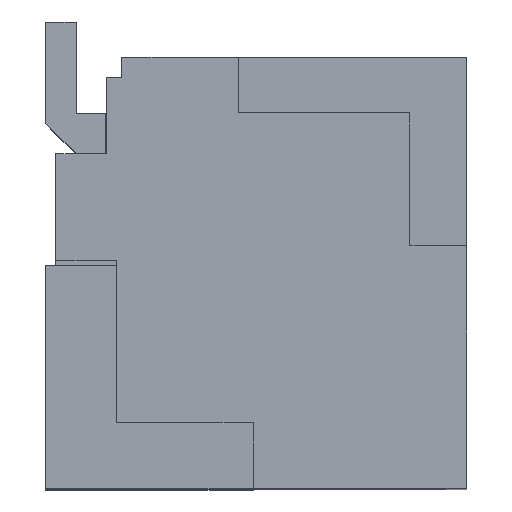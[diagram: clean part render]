
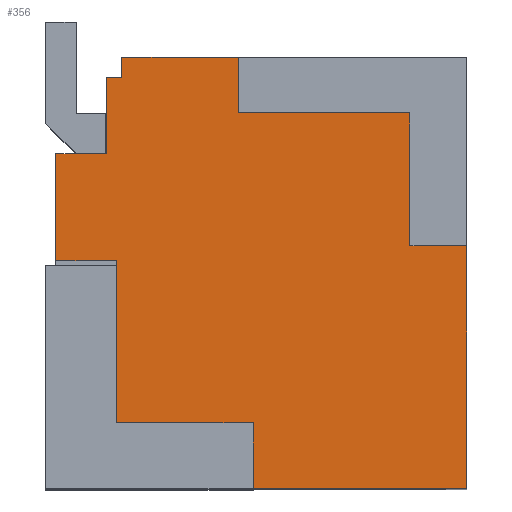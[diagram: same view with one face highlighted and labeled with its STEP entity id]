
A CAD part, top view. The second image highlights one B-rep face of the part: STEP entity #356.
In plain terms, the highlighted planar face has unit normal (0, 0, 1).
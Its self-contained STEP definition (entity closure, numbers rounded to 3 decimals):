
#12 = VECTOR ( 'NONE', #317, 1000. ) ;
#56 = VERTEX_POINT ( 'NONE', #2069 ) ;
#75 = EDGE_CURVE ( 'NONE', #908, #916, #2404, .T. ) ;
#80 = EDGE_CURVE ( 'NONE', #3294, #56, #885, .T. ) ;
#87 = CARTESIAN_POINT ( 'NONE',  ( -1.37, 1.93, 3.5 ) ) ;
#97 = EDGE_CURVE ( 'NONE', #2987, #908, #2927, .T. ) ;
#116 = CARTESIAN_POINT ( 'NONE',  ( -0.22, 1.58, 3.5 ) ) ;
#156 = LINE ( 'NONE', #1611, #1004 ) ;
#157 = VERTEX_POINT ( 'NONE', #1887 ) ;
#242 = EDGE_CURVE ( 'NONE', #3089, #1173, #1497, .T. ) ;
#278 = LINE ( 'NONE', #2555, #2287 ) ;
#307 = CARTESIAN_POINT ( 'NONE',  ( 0., 0., 3.5 ) ) ;
#313 = CARTESIAN_POINT ( 'NONE',  ( -1.52, 1.18, 3.5 ) ) ;
#317 = DIRECTION ( 'NONE',  ( 0., 1., 0. ) ) ;
#332 = CARTESIAN_POINT ( 'NONE',  ( 1.47, 0., 3.5 ) ) ;
#353 = EDGE_CURVE ( 'NONE', #2434, #750, #2055, .T. ) ;
#354 = ORIENTED_EDGE ( 'NONE', *, *, #1790, .T. ) ;
#356 = ADVANCED_FACE ( 'NONE', ( #2627 ), #814, .T. ) ;
#365 = ORIENTED_EDGE ( 'NONE', *, *, #971, .F. ) ;
#393 = CARTESIAN_POINT ( 'NONE',  ( -2.02, 0.125, 3.5 ) ) ;
#452 = CARTESIAN_POINT ( 'NONE',  ( 2.03, 0.27, 3.5 ) ) ;
#497 = CARTESIAN_POINT ( 'NONE',  ( -1.52, 1.93, 3.5 ) ) ;
#523 = CARTESIAN_POINT ( 'NONE',  ( -2.02, 1.18, 3.5 ) ) ;
#578 = ORIENTED_EDGE ( 'NONE', *, *, #2656, .T. ) ;
#617 = CARTESIAN_POINT ( 'NONE',  ( -1.425, 0., 3.5 ) ) ;
#672 = CARTESIAN_POINT ( 'NONE',  ( 1.47, 0.27, 3.5 ) ) ;
#683 = EDGE_CURVE ( 'NONE', #3089, #3294, #2877, .T. ) ;
#710 = VECTOR ( 'NONE', #3760, 1000. ) ;
#750 = VERTEX_POINT ( 'NONE', #1781 ) ;
#814 = PLANE ( 'NONE',  #1997 ) ;
#832 = CARTESIAN_POINT ( 'NONE',  ( -1.37, 2.13, 3.5 ) ) ;
#885 = LINE ( 'NONE', #2049, #1352 ) ;
#908 = VERTEX_POINT ( 'NONE', #1258 ) ;
#916 = VERTEX_POINT ( 'NONE', #116 ) ;
#925 = VECTOR ( 'NONE', #2764, 1000. ) ;
#968 = VECTOR ( 'NONE', #2860, 1000. ) ;
#971 = EDGE_CURVE ( 'NONE', #1173, #3528, #1300, .T. ) ;
#1004 = VECTOR ( 'NONE', #2466, 1000. ) ;
#1008 = VERTEX_POINT ( 'NONE', #3356 ) ;
#1034 = EDGE_CURVE ( 'NONE', #1758, #1598, #3682, .T. ) ;
#1042 = VECTOR ( 'NONE', #2870, 1000. ) ;
#1066 = DIRECTION ( 'NONE',  ( -1., 0., 0. ) ) ;
#1105 = ORIENTED_EDGE ( 'NONE', *, *, #2913, .F. ) ;
#1112 = ORIENTED_EDGE ( 'NONE', *, *, #1362, .T. ) ;
#1162 = CARTESIAN_POINT ( 'NONE',  ( -1.37, 1.93, 3.5 ) ) ;
#1169 = ORIENTED_EDGE ( 'NONE', *, *, #683, .T. ) ;
#1173 = VERTEX_POINT ( 'NONE', #2827 ) ;
#1177 = CARTESIAN_POINT ( 'NONE',  ( 0., 1.58, 3.5 ) ) ;
#1255 = DIRECTION ( 'NONE',  ( 1., 0., 0. ) ) ;
#1258 = CARTESIAN_POINT ( 'NONE',  ( 1.47, 1.58, 3.5 ) ) ;
#1286 = DIRECTION ( 'NONE',  ( 1., 0., 0. ) ) ;
#1300 = LINE ( 'NONE', #497, #925 ) ;
#1344 = VECTOR ( 'NONE', #1917, 1000. ) ;
#1352 = VECTOR ( 'NONE', #1286, 1000. ) ;
#1362 = EDGE_CURVE ( 'NONE', #916, #1008, #278, .T. ) ;
#1384 = EDGE_CURVE ( 'NONE', #3239, #1758, #2381, .T. ) ;
#1400 = CARTESIAN_POINT ( 'NONE',  ( 0., 0.27, 3.5 ) ) ;
#1490 = ORIENTED_EDGE ( 'NONE', *, *, #1384, .T. ) ;
#1497 = LINE ( 'NONE', #313, #3288 ) ;
#1510 = CARTESIAN_POINT ( 'NONE',  ( -1.425, -1.475, 3.5 ) ) ;
#1598 = VERTEX_POINT ( 'NONE', #2797 ) ;
#1600 = EDGE_CURVE ( 'NONE', #56, #3239, #3514, .T. ) ;
#1611 = CARTESIAN_POINT ( 'NONE',  ( 0., 2.13, 3.5 ) ) ;
#1717 = DIRECTION ( 'NONE',  ( 0., -1., 0. ) ) ;
#1758 = VERTEX_POINT ( 'NONE', #3644 ) ;
#1763 = VECTOR ( 'NONE', #2286, 1000. ) ;
#1781 = CARTESIAN_POINT ( 'NONE',  ( -1.37, 2.13, 3.5 ) ) ;
#1790 = EDGE_CURVE ( 'NONE', #2010, #2987, #2481, .T. ) ;
#1834 = EDGE_LOOP ( 'NONE', ( #3058, #1112, #578, #1861, #2002, #365, #3054, #1169, #3735, #2776, #1490, #2920, #1105, #3095, #354, #2222 ) ) ;
#1861 = ORIENTED_EDGE ( 'NONE', *, *, #353, .F. ) ;
#1887 = CARTESIAN_POINT ( 'NONE',  ( 2.03, -2.12, 3.5 ) ) ;
#1917 = DIRECTION ( 'NONE',  ( 0., -1., 0. ) ) ;
#1944 = EDGE_CURVE ( 'NONE', #3528, #2434, #2350, .T. ) ;
#1997 = AXIS2_PLACEMENT_3D ( 'NONE', #307, #2882, #3129 ) ;
#2002 = ORIENTED_EDGE ( 'NONE', *, *, #1944, .F. ) ;
#2010 = VERTEX_POINT ( 'NONE', #452 ) ;
#2049 = CARTESIAN_POINT ( 'NONE',  ( 0., 0.125, 3.5 ) ) ;
#2055 = LINE ( 'NONE', #832, #710 ) ;
#2069 = CARTESIAN_POINT ( 'NONE',  ( -1.425, 0.125, 3.5 ) ) ;
#2161 = VECTOR ( 'NONE', #1255, 1000. ) ;
#2222 = ORIENTED_EDGE ( 'NONE', *, *, #97, .T. ) ;
#2286 = DIRECTION ( 'NONE',  ( -1., 0., 0. ) ) ;
#2287 = VECTOR ( 'NONE', #2316, 1000. ) ;
#2316 = DIRECTION ( 'NONE',  ( 0., 1., 0. ) ) ;
#2326 = DIRECTION ( 'NONE',  ( -1., 0., 0. ) ) ;
#2333 = EDGE_CURVE ( 'NONE', #2010, #157, #3673, .T. ) ;
#2350 = LINE ( 'NONE', #87, #2161 ) ;
#2381 = LINE ( 'NONE', #3252, #2523 ) ;
#2404 = LINE ( 'NONE', #1177, #3411 ) ;
#2434 = VERTEX_POINT ( 'NONE', #1162 ) ;
#2466 = DIRECTION ( 'NONE',  ( -1., 0., 0. ) ) ;
#2481 = LINE ( 'NONE', #1400, #2906 ) ;
#2523 = VECTOR ( 'NONE', #2624, 1000. ) ;
#2555 = CARTESIAN_POINT ( 'NONE',  ( -0.22, 0., 3.5 ) ) ;
#2624 = DIRECTION ( 'NONE',  ( 1., 0., 0. ) ) ;
#2627 = FACE_OUTER_BOUND ( 'NONE', #1834, .T. ) ;
#2656 = EDGE_CURVE ( 'NONE', #1008, #750, #156, .T. ) ;
#2764 = DIRECTION ( 'NONE',  ( 0., 1., 0. ) ) ;
#2776 = ORIENTED_EDGE ( 'NONE', *, *, #1600, .T. ) ;
#2797 = CARTESIAN_POINT ( 'NONE',  ( -0.075, -2.12, 3.5 ) ) ;
#2827 = CARTESIAN_POINT ( 'NONE',  ( -1.52, 1.18, 3.5 ) ) ;
#2858 = LINE ( 'NONE', #3733, #1763 ) ;
#2860 = DIRECTION ( 'NONE',  ( 0., -1., 0. ) ) ;
#2870 = DIRECTION ( 'NONE',  ( 0., -1., 0. ) ) ;
#2877 = LINE ( 'NONE', #3756, #3377 ) ;
#2882 = DIRECTION ( 'NONE',  ( 0., 0., 1. ) ) ;
#2906 = VECTOR ( 'NONE', #1066, 1000. ) ;
#2913 = EDGE_CURVE ( 'NONE', #157, #1598, #2858, .T. ) ;
#2920 = ORIENTED_EDGE ( 'NONE', *, *, #1034, .T. ) ;
#2927 = LINE ( 'NONE', #332, #12 ) ;
#2987 = VERTEX_POINT ( 'NONE', #672 ) ;
#3007 = CARTESIAN_POINT ( 'NONE',  ( -1.52, 1.93, 3.5 ) ) ;
#3054 = ORIENTED_EDGE ( 'NONE', *, *, #242, .F. ) ;
#3058 = ORIENTED_EDGE ( 'NONE', *, *, #75, .T. ) ;
#3089 = VERTEX_POINT ( 'NONE', #523 ) ;
#3095 = ORIENTED_EDGE ( 'NONE', *, *, #2333, .F. ) ;
#3129 = DIRECTION ( 'NONE',  ( 1., 0., 0. ) ) ;
#3132 = CARTESIAN_POINT ( 'NONE',  ( -0.075, 0., 3.5 ) ) ;
#3239 = VERTEX_POINT ( 'NONE', #1510 ) ;
#3252 = CARTESIAN_POINT ( 'NONE',  ( 0., -1.475, 3.5 ) ) ;
#3288 = VECTOR ( 'NONE', #3532, 1000. ) ;
#3294 = VERTEX_POINT ( 'NONE', #393 ) ;
#3356 = CARTESIAN_POINT ( 'NONE',  ( -0.22, 2.13, 3.5 ) ) ;
#3364 = CARTESIAN_POINT ( 'NONE',  ( 2.03, -2.12, 3.5 ) ) ;
#3377 = VECTOR ( 'NONE', #1717, 1000. ) ;
#3411 = VECTOR ( 'NONE', #2326, 1000. ) ;
#3514 = LINE ( 'NONE', #617, #968 ) ;
#3528 = VERTEX_POINT ( 'NONE', #3007 ) ;
#3532 = DIRECTION ( 'NONE',  ( 1., 0., 0. ) ) ;
#3644 = CARTESIAN_POINT ( 'NONE',  ( -0.075, -1.475, 3.5 ) ) ;
#3673 = LINE ( 'NONE', #3364, #1344 ) ;
#3682 = LINE ( 'NONE', #3132, #1042 ) ;
#3733 = CARTESIAN_POINT ( 'NONE',  ( -2.02, -2.12, 3.5 ) ) ;
#3735 = ORIENTED_EDGE ( 'NONE', *, *, #80, .T. ) ;
#3756 = CARTESIAN_POINT ( 'NONE',  ( -2.02, 0., 3.5 ) ) ;
#3760 = DIRECTION ( 'NONE',  ( 0., 1., 0. ) ) ;
